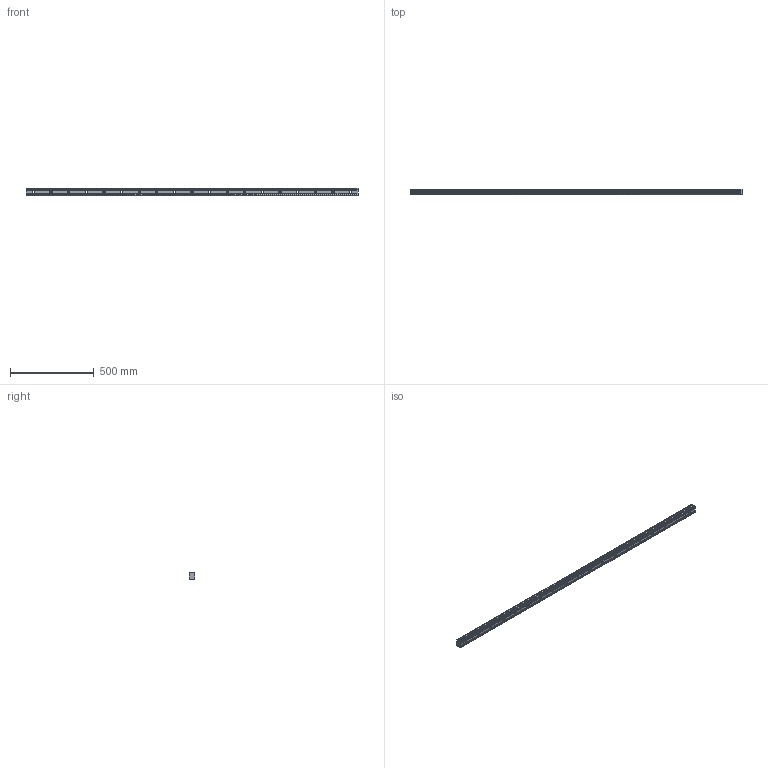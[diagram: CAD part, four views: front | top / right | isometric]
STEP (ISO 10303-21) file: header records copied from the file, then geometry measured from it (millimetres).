
FILE_DESCRIPTION (( 'STEP AP214' ), '1' );
FILE_NAME ('SHS45C1SS-1980L_G45_0_B-PT18_920_0_0_0_1.STEP', '2021-06-23T12:54:37', ( '' ), ( '' ), 'SwSTEP 2.0', 'SolidWorks 2021', '' );
FILE_SCHEMA (( 'AUTOMOTIVE_DESIGN' ));
Length unit declared in the file: millimetre
Products named in the file (2): _SHS45C198045 Track; SHS45C1SS-1980L_G45_0_B-PT18_920_0_0_0_1
Assembly tree (1 placements, depth 2):
  SHS45C1SS-1980L_G45_0_B-PT18_920_0_0_0_1
    _SHS45C198045 Track
Bounding box: 1980 x 32 x 45 mm (x, y, z)
Volume: 2471649.5 mm3; surface area: 337744.5 mm2
Topology: 1 solids, 1 shells, 158 faces, 392 edges, 236 vertices
Faces by surface type: cylinder 96, plane 62
Entity records: 4822 total; most frequent: DIRECTION 908, CARTESIAN_POINT 790, ORIENTED_EDGE 784, EDGE_CURVE 392, AXIS2_PLACEMENT_3D 354, VERTEX_POINT 236, VECTOR 200, LINE 200
